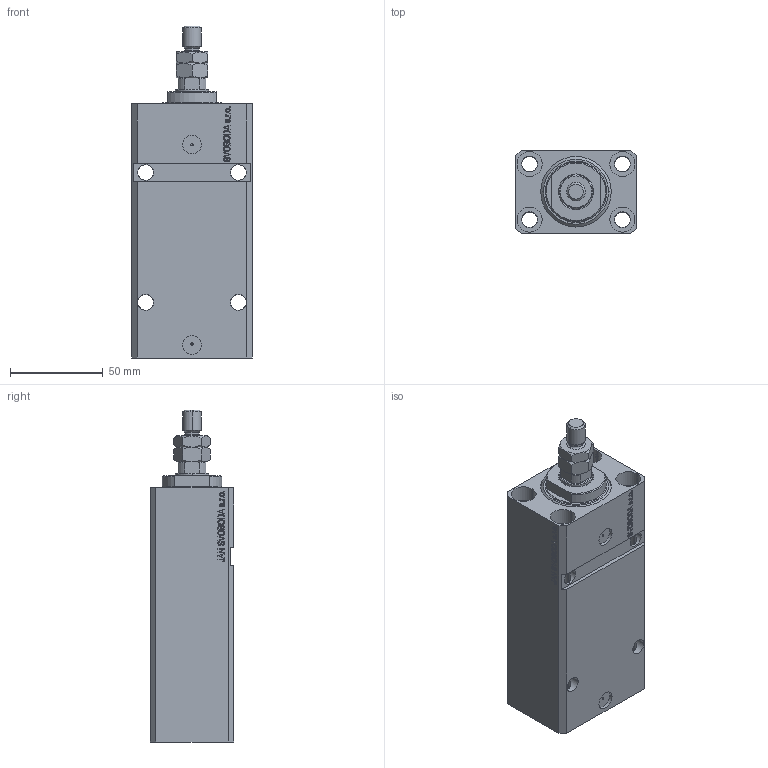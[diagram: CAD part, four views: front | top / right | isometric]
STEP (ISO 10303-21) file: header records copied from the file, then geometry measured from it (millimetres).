
FILE_DESCRIPTION (( 'STEP AP203' ), '1' );
FILE_NAME ('26d0.STEP', '2023-10-07T16:00:08', ( '' ), ( '' ), 'SwSTEP 2.0', 'SolidWorks 2019', '' );
FILE_SCHEMA (( 'CONFIG_CONTROL_DESIGN' ));
Length unit declared in the file: millimetre
Products named in the file (5): V250CE_E_Body 35426cc974a7c7023b8c5d0b4228ab82; 26d0; MTA 35426cc974a7c7023b8c5d0b4228ab82; V250CE_C_VCP 35426cc974a7c7023b8c5d0b4228ab82; V250CE_VC_E 35426cc974a7c7023b8c5d0b4228ab82
Assembly tree (4 placements, depth 2):
  26d0
    V250CE_E_Body 35426cc974a7c7023b8c5d0b4228ab82
    V250CE_C_VCP 35426cc974a7c7023b8c5d0b4228ab82
    V250CE_VC_E 35426cc974a7c7023b8c5d0b4228ab82
    MTA 35426cc974a7c7023b8c5d0b4228ab82
Bounding box: 65 x 45 x 179 mm (x, y, z)
Volume: 339347.9 mm3; surface area: 82309.6 mm2
Topology: 4 solids, 4 shells, 966 faces, 2457 edges, 1590 vertices
Faces by surface type: plane 450, bspline 360, cylinder 108, cone 40, torus 8
Entity records: 46548 total; most frequent: CARTESIAN_POINT 25227, ORIENTED_EDGE 4910, DIRECTION 3051, EDGE_CURVE 2455, VERTEX_POINT 1590, LINE 1435, VECTOR 1435, EDGE_LOOP 1101
